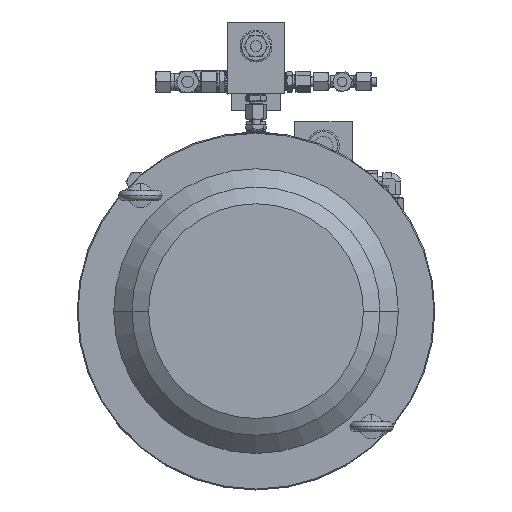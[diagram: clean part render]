
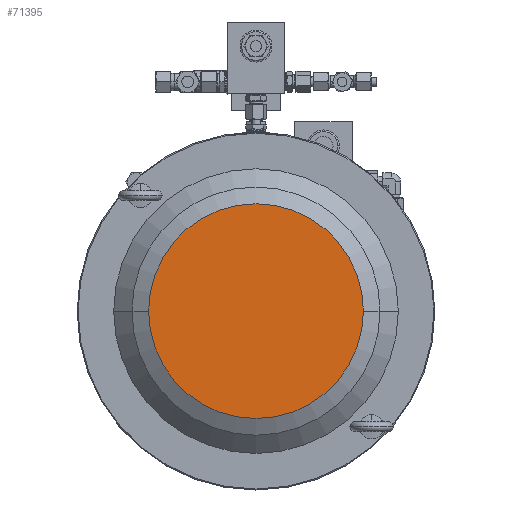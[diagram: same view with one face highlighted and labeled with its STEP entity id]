
A CAD part, front view. The second image highlights one B-rep face of the part: STEP entity #71395.
In plain terms, the highlighted planar face has unit normal (0, -1, 0).
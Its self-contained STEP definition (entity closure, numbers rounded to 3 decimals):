
#1672 = CARTESIAN_POINT ( 'NONE',  ( 0., -305., -16.485 ) ) ;
#5741 = DIRECTION ( 'NONE',  ( 0., 1., 0. ) ) ;
#6868 = EDGE_LOOP ( 'NONE', ( #60341, #68553 ) ) ;
#8715 = DIRECTION ( 'NONE',  ( -1., 0., 0. ) ) ;
#11422 = DIRECTION ( 'NONE',  ( 0., -1., 0. ) ) ;
#13888 = VERTEX_POINT ( 'NONE', #71755 ) ;
#15603 = VERTEX_POINT ( 'NONE', #73485 ) ;
#25740 = FACE_OUTER_BOUND ( 'NONE', #6868, .T. ) ;
#27424 = CARTESIAN_POINT ( 'NONE',  ( 0., -305., -128.164 ) ) ;
#31906 = EDGE_CURVE ( 'Defeature ausgef�hrt1_38+Defeature ausgef�hrt1_37+Defeature ausgef�hrt1_37+Defeature ausgef�hrt1_37', #13888, #15603, #42652, .T. ) ;
#33268 = PLANE ( 'NONE',  #59156 ) ;
#33894 = EDGE_CURVE ( 'Defeature ausgef�hrt1_38+Defeature ausgef�hrt1_37+Defeature ausgef�hrt1_37+Defeature ausgef�hrt1_37', #15603, #13888, #87152, .T. ) ;
#34486 = DIRECTION ( 'NONE',  ( 1., 0., 0. ) ) ;
#42652 = CIRCLE ( 'NONE', #90106, 111.679 ) ;
#50655 = DIRECTION ( 'NONE',  ( 0., -1., 0. ) ) ;
#53372 = CARTESIAN_POINT ( 'NONE',  ( 0., -305., -16.485 ) ) ;
#59156 = AXIS2_PLACEMENT_3D ( 'NONE', #27424, #5741, #34486 ) ;
#60341 = ORIENTED_EDGE ( 'NONE', *, *, #31906, .T. ) ;
#60359 = DIRECTION ( 'NONE',  ( -1., 0., 0. ) ) ;
#65092 = AXIS2_PLACEMENT_3D ( 'NONE', #53372, #11422, #60359 ) ;
#68553 = ORIENTED_EDGE ( 'NONE', *, *, #33894, .T. ) ;
#71395 = ADVANCED_FACE ( 'Defeature ausgef�hrt1_38', ( #25740 ), #33268, .F. ) ;
#71755 = CARTESIAN_POINT ( 'NONE',  ( 111.679, -305., -16.485 ) ) ;
#73485 = CARTESIAN_POINT ( 'NONE',  ( -111.679, -305., -16.485 ) ) ;
#87152 = CIRCLE ( 'NONE', #65092, 111.679 ) ;
#90106 = AXIS2_PLACEMENT_3D ( 'NONE', #1672, #50655, #8715 ) ;
